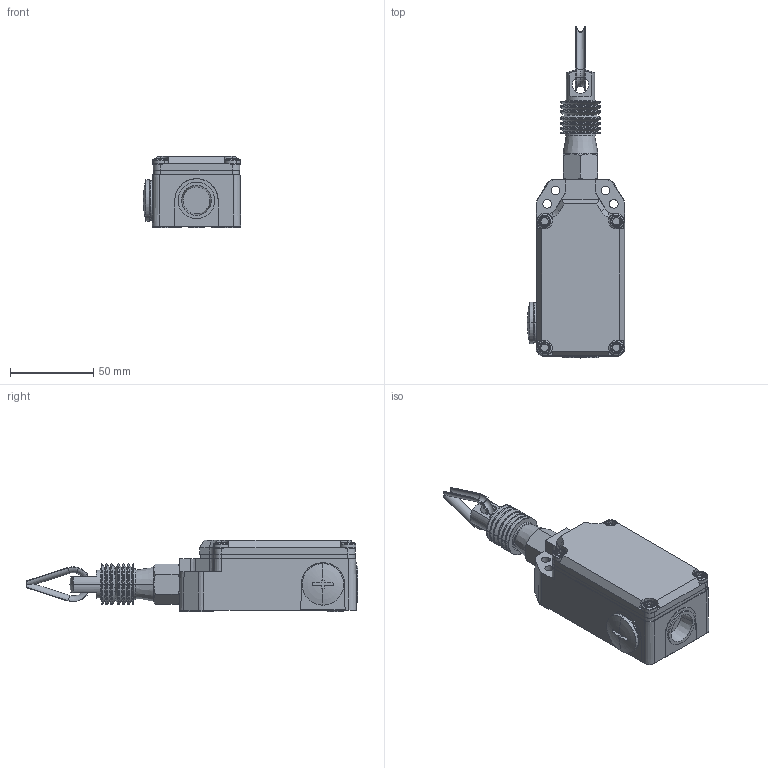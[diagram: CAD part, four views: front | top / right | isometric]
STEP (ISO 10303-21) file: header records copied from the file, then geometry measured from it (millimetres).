
FILE_DESCRIPTION(('STEP AP214'),'1');
FILE_NAME('cctmp_DA7254D7-8859-4C95-BD40-1922C1AFD4ED_2023_07_21_12_40_56_0865..stp','2023-07-21T10:40:57',('SIEMENS A&D'),('CADClick - www.CADClick.com'),'Spatial InterOp 3D postprocessed',' ','unknown authorization');
FILE_SCHEMA(('AUTOMOTIVE_DESIGN'));
Length unit declared in the file: millimetre
Products named in the file (3): cc_unnamed; 2023_07_21_12_40_56_0837; 2023_07_21_12_40_56_0834
Assembly tree (2 placements, depth 2):
  cc_unnamed
    2023_07_21_12_40_56_0837
    2023_07_21_12_40_56_0834
Bounding box: 58.45 x 199.36 x 43 mm (x, y, z)
Volume: 232158.2 mm3; surface area: 35496.4 mm2
Topology: 2 solids, 7 shells, 505 faces, 1280 edges, 809 vertices
Faces by surface type: plane 198, cylinder 147, torus 86, cone 64, sphere 10
Entity records: 17250 total; most frequent: CARTESIAN_POINT 3150, DIRECTION 2795, ORIENTED_EDGE 2556, EDGE_CURVE 1278, AXIS2_PLACEMENT_3D 1086, VERTEX_POINT 809, LINE 623, VECTOR 623
